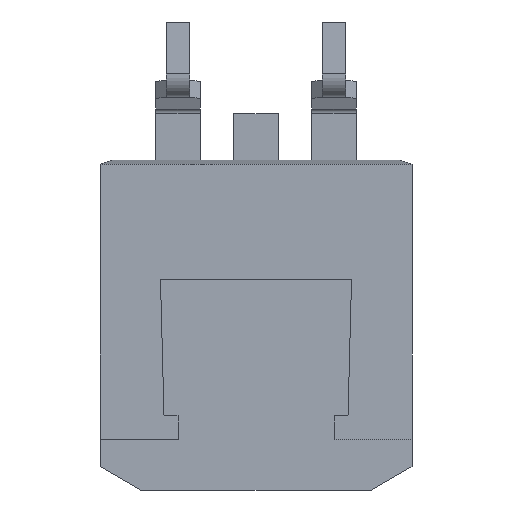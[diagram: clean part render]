
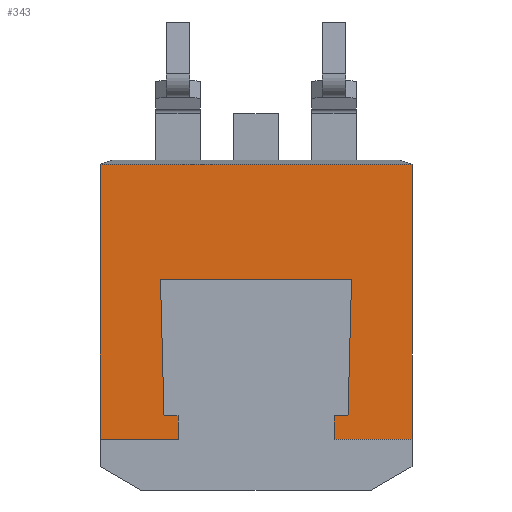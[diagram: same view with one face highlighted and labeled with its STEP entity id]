
A CAD part, front view. The second image highlights one B-rep face of the part: STEP entity #343.
In plain terms, the highlighted planar face has unit normal (0, -1, 0).
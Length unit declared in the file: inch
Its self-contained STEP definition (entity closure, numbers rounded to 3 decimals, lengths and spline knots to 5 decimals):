
#12 = AXIS2_PLACEMENT_3D ( 'NONE', #466, #830, #1573 ) ;
#25 = ORIENTED_EDGE ( 'NONE', *, *, #1624, .F. ) ;
#68 = LINE ( 'NONE', #2023, #2058 ) ;
#71 = DIRECTION ( 'NONE',  ( 0., 0., -1. ) ) ;
#73 = LINE ( 'NONE', #1700, #2011 ) ;
#112 = PLANE ( 'NONE',  #12 ) ;
#129 = LINE ( 'NONE', #858, #456 ) ;
#190 = ORIENTED_EDGE ( 'NONE', *, *, #247, .F. ) ;
#198 = EDGE_CURVE ( 'NONE', #1038, #260, #1678, .T. ) ;
#207 = ORIENTED_EDGE ( 'NONE', *, *, #1863, .F. ) ;
#247 = EDGE_CURVE ( 'NONE', #1927, #1395, #73, .T. ) ;
#248 = VERTEX_POINT ( 'NONE', #573 ) ;
#260 = VERTEX_POINT ( 'NONE', #1690 ) ;
#302 = CARTESIAN_POINT ( 'NONE',  ( 0.11792, 0., -0.205 ) ) ;
#343 = ADVANCED_FACE ( 'NONE', ( #628 ), #112, .F. ) ;
#426 = VECTOR ( 'NONE', #1472, 39.37008 ) ;
#456 = VECTOR ( 'NONE', #1774, 39.37008 ) ;
#466 = CARTESIAN_POINT ( 'NONE',  ( 0., 0., 0. ) ) ;
#477 = CARTESIAN_POINT ( 'NONE',  ( -0.2, 0., -0.235 ) ) ;
#505 = LINE ( 'NONE', #2350, #1078 ) ;
#557 = LINE ( 'NONE', #2138, #2441 ) ;
#568 = ORIENTED_EDGE ( 'NONE', *, *, #1132, .F. ) ;
#573 = CARTESIAN_POINT ( 'NONE',  ( -0.1, 0., -0.205 ) ) ;
#628 = FACE_OUTER_BOUND ( 'NONE', #1328, .T. ) ;
#754 = ORIENTED_EDGE ( 'NONE', *, *, #906, .F. ) ;
#763 = ORIENTED_EDGE ( 'NONE', *, *, #1502, .T. ) ;
#766 = VECTOR ( 'NONE', #1281, 39.37008 ) ;
#783 = EDGE_CURVE ( 'NONE', #1395, #1770, #129, .T. ) ;
#827 = DIRECTION ( 'NONE',  ( -1., 0., 0. ) ) ;
#830 = DIRECTION ( 'NONE',  ( 0., 1., 0. ) ) ;
#838 = LINE ( 'NONE', #1254, #766 ) ;
#858 = CARTESIAN_POINT ( 'NONE',  ( -0.11792, 0., -0.205 ) ) ;
#896 = VECTOR ( 'NONE', #2252, 39.37008 ) ;
#906 = EDGE_CURVE ( 'NONE', #1770, #248, #2127, .T. ) ;
#991 = VECTOR ( 'NONE', #1516, 39.37008 ) ;
#1020 = VERTEX_POINT ( 'NONE', #1486 ) ;
#1038 = VERTEX_POINT ( 'NONE', #1521 ) ;
#1078 = VECTOR ( 'NONE', #1393, 39.37008 ) ;
#1132 = EDGE_CURVE ( 'NONE', #1020, #2048, #2338, .T. ) ;
#1155 = CARTESIAN_POINT ( 'NONE',  ( -0.11792, 0., -0.205 ) ) ;
#1158 = DIRECTION ( 'NONE',  ( 0., 0., 1. ) ) ;
#1166 = LINE ( 'NONE', #1447, #426 ) ;
#1175 = VERTEX_POINT ( 'NONE', #1496 ) ;
#1201 = ORIENTED_EDGE ( 'NONE', *, *, #2438, .F. ) ;
#1220 = DIRECTION ( 'NONE',  ( 1., 0., 0. ) ) ;
#1254 = CARTESIAN_POINT ( 'NONE',  ( 0.1, 0., -0.205 ) ) ;
#1281 = DIRECTION ( 'NONE',  ( 1., 0., 0. ) ) ;
#1302 = VERTEX_POINT ( 'NONE', #2358 ) ;
#1328 = EDGE_LOOP ( 'NONE', ( #568, #1808, #754, #1763, #190, #207, #25, #2351, #1373, #2319, #763, #1201 ) ) ;
#1373 = ORIENTED_EDGE ( 'NONE', *, *, #198, .F. ) ;
#1393 = DIRECTION ( 'NONE',  ( 0., 0., 1. ) ) ;
#1395 = VERTEX_POINT ( 'NONE', #2259 ) ;
#1399 = EDGE_CURVE ( 'NONE', #248, #1020, #68, .T. ) ;
#1440 = VERTEX_POINT ( 'NONE', #1815 ) ;
#1447 = CARTESIAN_POINT ( 'NONE',  ( 0., 0., 0.11752 ) ) ;
#1472 = DIRECTION ( 'NONE',  ( -1., 0., 0. ) ) ;
#1478 = LINE ( 'NONE', #2248, #1543 ) ;
#1486 = CARTESIAN_POINT ( 'NONE',  ( -0.1, 0., -0.235 ) ) ;
#1496 = CARTESIAN_POINT ( 'NONE',  ( 0.11792, 0., -0.205 ) ) ;
#1502 = EDGE_CURVE ( 'NONE', #1440, #1302, #1166, .T. ) ;
#1516 = DIRECTION ( 'NONE',  ( -1., 0., 0. ) ) ;
#1521 = CARTESIAN_POINT ( 'NONE',  ( 0.2, 0., -0.235 ) ) ;
#1543 = VECTOR ( 'NONE', #1158, 39.37008 ) ;
#1565 = CARTESIAN_POINT ( 'NONE',  ( -0.2, 0., -0.235 ) ) ;
#1573 = DIRECTION ( 'NONE',  ( 0., 0., 1. ) ) ;
#1618 = VECTOR ( 'NONE', #1220, 39.37008 ) ;
#1624 = EDGE_CURVE ( 'NONE', #1730, #1175, #838, .T. ) ;
#1678 = LINE ( 'NONE', #1565, #991 ) ;
#1690 = CARTESIAN_POINT ( 'NONE',  ( 0.1, 0., -0.235 ) ) ;
#1700 = CARTESIAN_POINT ( 'NONE',  ( 0.1225, 0., -0.03 ) ) ;
#1708 = DIRECTION ( 'NONE',  ( 0., 0., -1. ) ) ;
#1709 = DIRECTION ( 'NONE',  ( -1., 0., 0. ) ) ;
#1726 = VECTOR ( 'NONE', #827, 39.37008 ) ;
#1730 = VERTEX_POINT ( 'NONE', #1735 ) ;
#1735 = CARTESIAN_POINT ( 'NONE',  ( 0.1, 0., -0.205 ) ) ;
#1763 = ORIENTED_EDGE ( 'NONE', *, *, #783, .F. ) ;
#1770 = VERTEX_POINT ( 'NONE', #1155 ) ;
#1774 = DIRECTION ( 'NONE',  ( 0.026, 0., -1. ) ) ;
#1808 = ORIENTED_EDGE ( 'NONE', *, *, #1399, .F. ) ;
#1815 = CARTESIAN_POINT ( 'NONE',  ( 0.2, 0., 0.11752 ) ) ;
#1839 = EDGE_CURVE ( 'NONE', #260, #1730, #505, .T. ) ;
#1863 = EDGE_CURVE ( 'NONE', #1175, #1927, #2336, .T. ) ;
#1927 = VERTEX_POINT ( 'NONE', #2392 ) ;
#1930 = CARTESIAN_POINT ( 'NONE',  ( -0.2, 0., -0.235 ) ) ;
#1991 = CARTESIAN_POINT ( 'NONE',  ( -0.1, 0., -0.205 ) ) ;
#2011 = VECTOR ( 'NONE', #1709, 39.37008 ) ;
#2023 = CARTESIAN_POINT ( 'NONE',  ( -0.1, 0., -0.235 ) ) ;
#2048 = VERTEX_POINT ( 'NONE', #1930 ) ;
#2058 = VECTOR ( 'NONE', #1708, 39.37008 ) ;
#2127 = LINE ( 'NONE', #1991, #1618 ) ;
#2138 = CARTESIAN_POINT ( 'NONE',  ( 0.2, 0., -0.235 ) ) ;
#2191 = EDGE_CURVE ( 'NONE', #1440, #1038, #557, .T. ) ;
#2248 = CARTESIAN_POINT ( 'NONE',  ( -0.2, 0., -0.235 ) ) ;
#2252 = DIRECTION ( 'NONE',  ( 0.026, 0., 1. ) ) ;
#2259 = CARTESIAN_POINT ( 'NONE',  ( -0.1225, 0., -0.03 ) ) ;
#2319 = ORIENTED_EDGE ( 'NONE', *, *, #2191, .F. ) ;
#2336 = LINE ( 'NONE', #302, #896 ) ;
#2338 = LINE ( 'NONE', #477, #1726 ) ;
#2350 = CARTESIAN_POINT ( 'NONE',  ( 0.1, 0., -0.235 ) ) ;
#2351 = ORIENTED_EDGE ( 'NONE', *, *, #1839, .F. ) ;
#2358 = CARTESIAN_POINT ( 'NONE',  ( -0.2, 0., 0.11752 ) ) ;
#2392 = CARTESIAN_POINT ( 'NONE',  ( 0.1225, 0., -0.03 ) ) ;
#2438 = EDGE_CURVE ( 'NONE', #2048, #1302, #1478, .T. ) ;
#2441 = VECTOR ( 'NONE', #71, 39.37008 ) ;
